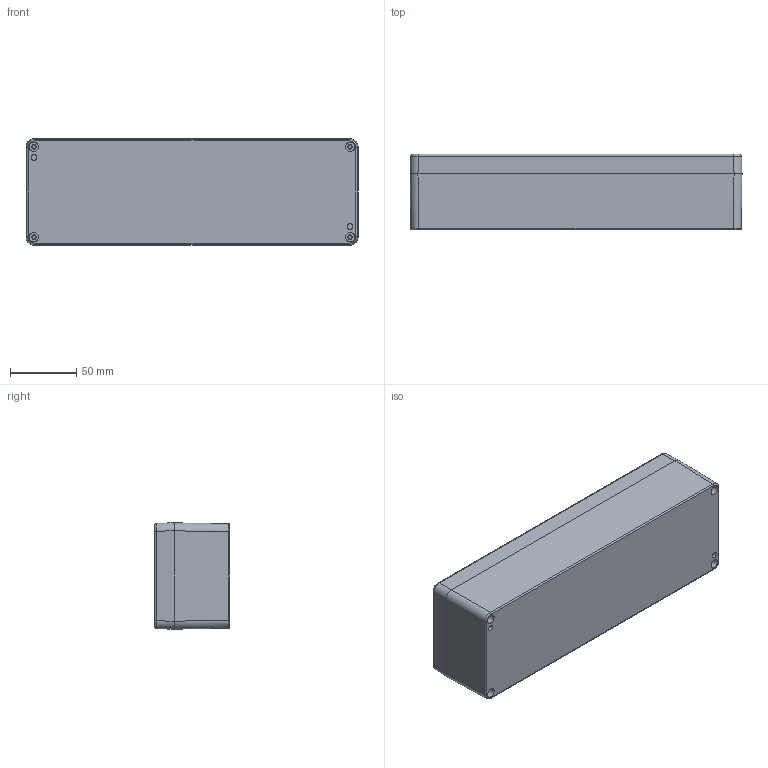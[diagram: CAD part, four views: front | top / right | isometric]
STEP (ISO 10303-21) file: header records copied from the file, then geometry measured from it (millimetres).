
FILE_DESCRIPTION((''),'2;1');
FILE_NAME('CA-190_ASM','2010-04-12T',('M.Fehring'),(''),'PRO/ENGINEER BY PARAMETRIC TECHNOLOGY CORPORATION, 2005070','PRO/ENGINEER BY PARAMETRIC TECHNOLOGY CORPORATION, 2005070','');
FILE_SCHEMA(('AUTOMOTIVE_DESIGN_CC2 { 1 2 10303 214 -1 1 5 2 }'));
Length unit declared in the file: millimetre
Products named in the file (8): CA-190_UT_PRT; 9261104000; CA-190_UT_ASM; CA-190_DE_PRT; 9261116000; CA-190_DE_ASM; 9261013000; CA-190_ASM
Assembly tree (11 placements, depth 3):
  CA-190_ASM
    CA-190_UT_ASM
      CA-190_UT_PRT
      9261104000  x2
    CA-190_DE_ASM
      CA-190_DE_PRT
      9261116000
    9261013000  x4
Bounding box: 250 x 57 x 80 mm (x, y, z)
Volume: 263985.1 mm3; surface area: 160804.4 mm2
Topology: 12 solids, 12 shells, 717 faces, 1901 edges, 1205 vertices
Faces by surface type: plane 315, cylinder 224, cone 139, bspline 21, torus 18
Entity records: 19985 total; most frequent: CARTESIAN_POINT 4929, ORIENTED_EDGE 2382, DIRECTION 2312, PRESENTATION_STYLE_ASSIGNMENT 1198, STYLED_ITEM 1198, CURVE_STYLE 1191, EDGE_CURVE 1191, AXIS2_PLACEMENT_3D 883
